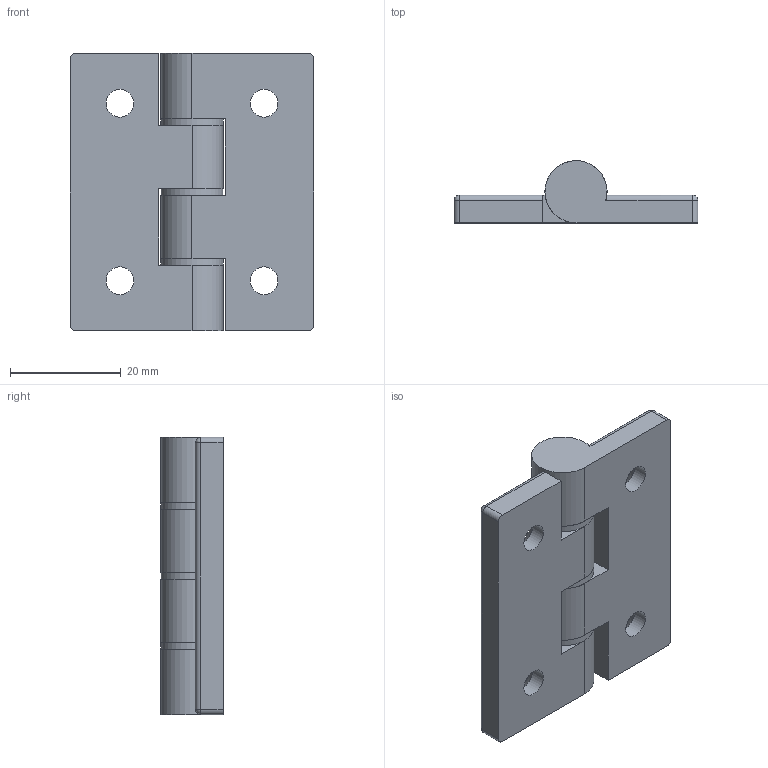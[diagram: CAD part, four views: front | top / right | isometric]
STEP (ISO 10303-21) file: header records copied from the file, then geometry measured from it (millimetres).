
FILE_DESCRIPTION(/* description */ (''),/* implementation_level */ '2;1');
FILE_NAME(/* name */ 'HS5044.stp',/* time_stamp */ '2023-12-20T11:29:50+09:00',/* author */ ('user'),/* organization */ (''),/* preprocessor_version */ 'ST-DEVELOPER v15.6',/* originating_system */ 'Autodesk Inventor 2015',/* authorisation */ '');
FILE_SCHEMA (('AUTOMOTIVE_DESIGN { 1 0 10303 214 3 1 1 }'));
Length unit declared in the file: millimetre
Products named in the file (4): HS5044_L; HS5044_P; HS5044_W; HS5044
Bounding box: 44 x 11.2 x 50 mm (x, y, z)
Volume: 12604.2 mm3; surface area: 8952.1 mm2
Topology: 6 solids, 6 shells, 67 faces, 147 edges, 94 vertices
Faces by surface type: plane 30, cylinder 29, sphere 4, cone 4
Full cylindrical faces by diameter (mm): 5 x4, 6 x1, 6.2 x7, 11.2 x3
Entity records: 991 total; most frequent: DIRECTION 175, CARTESIAN_POINT 157, ORIENTED_EDGE 122, AXIS2_PLACEMENT_3D 72, EDGE_CURVE 61, EDGE_LOOP 51, VERTEX_POINT 44, FACE_OUTER_BOUND 33
